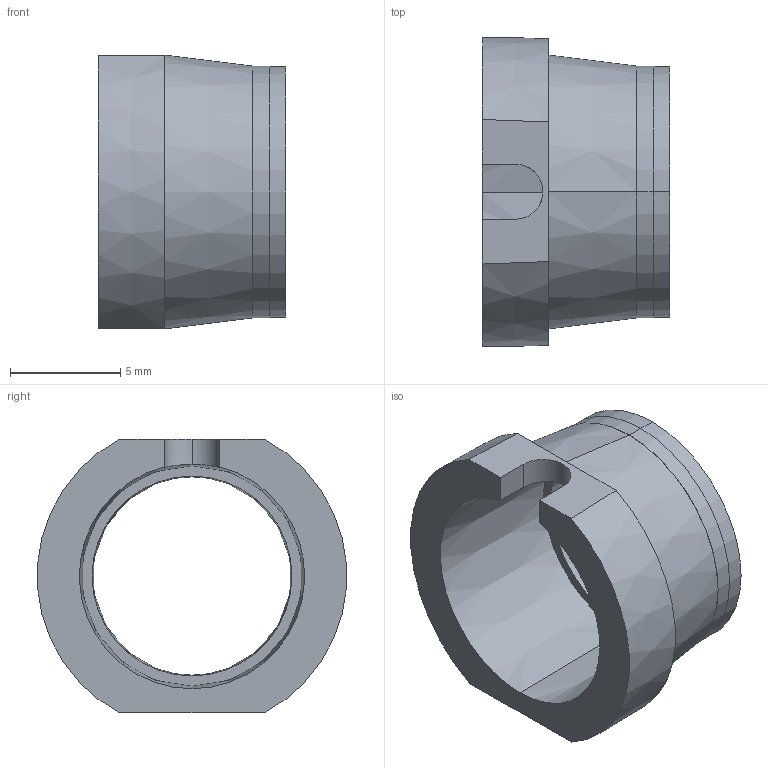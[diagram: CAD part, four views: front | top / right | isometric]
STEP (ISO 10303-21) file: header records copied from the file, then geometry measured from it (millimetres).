
FILE_DESCRIPTION (( 'STEP AP214' ), '1' );
FILE_NAME ('蝶璃_譫釱_俋褲.STEP', '2022-05-31T06:46:40', ( '' ), ( '' ), 'SwSTEP 2.0', 'SolidWorks 2016', '' );
FILE_SCHEMA (( 'AUTOMOTIVE_DESIGN' ));
Length unit declared in the file: millimetre
Products named in the file (1): 蝶璃_譫釱_俋褲
Bounding box: 8.5 x 14 x 12.43 mm (x, y, z)
Volume: 383.7 mm3; surface area: 734.9 mm2
Topology: 1 solids, 1 shells, 24 faces, 56 edges, 35 vertices
Faces by surface type: cone 10, plane 10, cylinder 4
Entity records: 1020 total; most frequent: CARTESIAN_POINT 162, DIRECTION 122, ORIENTED_EDGE 112, EDGE_CURVE 56, AXIS2_PLACEMENT_3D 49, VERTEX_POINT 35, UNCERTAINTY_MEASURE_WITH_UNIT 27, EDGE_LOOP 27
